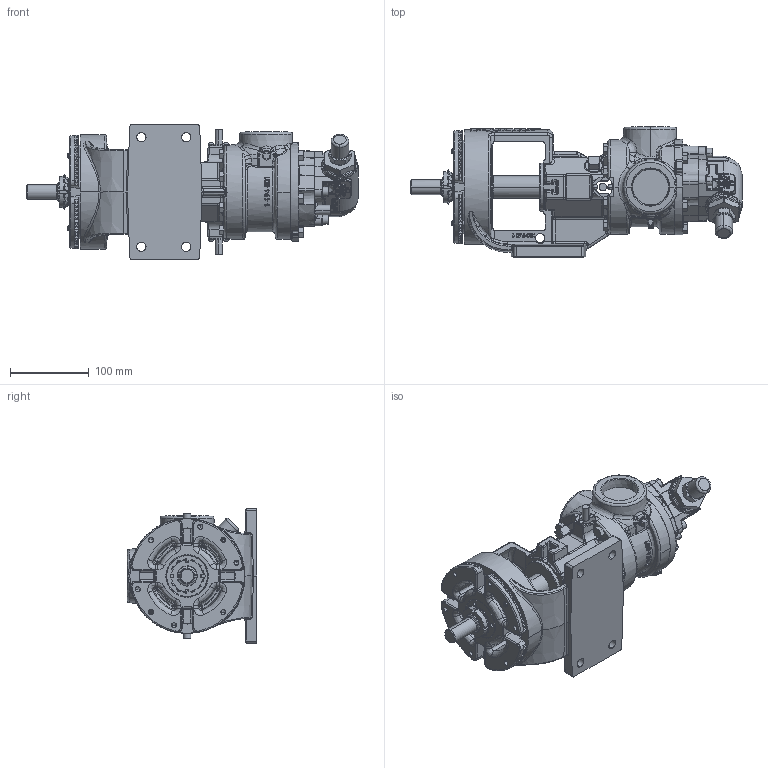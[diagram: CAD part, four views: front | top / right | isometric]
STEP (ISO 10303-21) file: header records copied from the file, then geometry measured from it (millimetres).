
FILE_DESCRIPTION (( 'STEP AP214' ), '1' );
FILE_NAME ('H124E.STEP', '2018-01-29T15:17:58', ( '' ), ( '' ), 'SwSTEP 2.0', 'SolidWorks 2017', '' );
FILE_SCHEMA (( 'AUTOMOTIVE_DESIGN' ));
Length unit declared in the file: inch
Products named in the file (2): H124E
Bounding box: 422.81 x 165.44 x 171.45 mm (x, y, z)
Volume: 3121143.9 mm3; surface area: 301431.7 mm2
Topology: 1 solids, 1 shells, 3501 faces, 9044 edges, 5586 vertices
Faces by surface type: bspline 1167, plane 1067, cylinder 902, cone 365
Entity records: 261413 total; most frequent: CARTESIAN_POINT 151874, ORIENTED_EDGE 17878, DIRECTION 10112, EDGE_CURVE 8939, VERTEX_POINT 5584, B_SPLINE_CURVE_WITH_KNOTS 4662, EDGE_LOOP 3671, AXIS2_PLACEMENT_3D 3612
